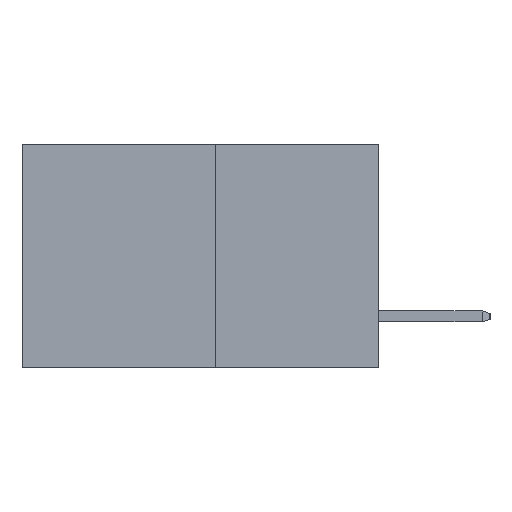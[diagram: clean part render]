
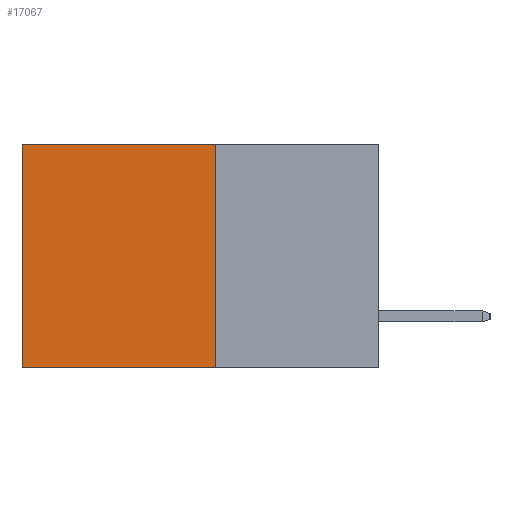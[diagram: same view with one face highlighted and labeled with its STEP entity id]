
A CAD part, left-side view. The second image highlights one B-rep face of the part: STEP entity #17067.
In plain terms, the highlighted planar face has unit normal (-1, 0, 0).
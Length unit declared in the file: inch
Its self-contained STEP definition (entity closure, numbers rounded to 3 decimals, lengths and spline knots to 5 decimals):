
#422 = CARTESIAN_POINT ( 'NONE',  ( 0.277, 0.27, -0.37 ) ) ;
#1355 = PLANE ( 'NONE',  #29805 ) ;
#2463 = CARTESIAN_POINT ( 'NONE',  ( 0.277, 0.27, -0.37 ) ) ;
#2866 = CARTESIAN_POINT ( 'NONE',  ( 0.277, 0.59, -0.37 ) ) ;
#2981 = VERTEX_POINT ( 'NONE', #2463 ) ;
#3874 = CARTESIAN_POINT ( 'NONE',  ( 0.277, 0.59, 0. ) ) ;
#4711 = VERTEX_POINT ( 'NONE', #17926 ) ;
#4958 = LINE ( 'NONE', #422, #16754 ) ;
#5637 = ORIENTED_EDGE ( 'NONE', *, *, #10413, .T. ) ;
#5934 = CARTESIAN_POINT ( 'NONE',  ( 0.277, 0.27, 0. ) ) ;
#5937 = VECTOR ( 'NONE', #26641, 39.37008 ) ;
#6097 = DIRECTION ( 'NONE',  ( 1., 0., 0. ) ) ;
#7040 = CARTESIAN_POINT ( 'NONE',  ( 0.277, 0.59, -0.37 ) ) ;
#7888 = LINE ( 'NONE', #21915, #14855 ) ;
#7945 = DIRECTION ( 'NONE',  ( 0., 1., 0. ) ) ;
#8903 = FACE_OUTER_BOUND ( 'NONE', #12992, .T. ) ;
#10343 = VECTOR ( 'NONE', #21592, 39.37008 ) ;
#10413 = EDGE_CURVE ( 'NONE', #4711, #28665, #19185, .T. ) ;
#10758 = CARTESIAN_POINT ( 'NONE',  ( 0.277, 0.27, -0.37 ) ) ;
#12704 = ORIENTED_EDGE ( 'NONE', *, *, #20849, .F. ) ;
#12992 = EDGE_LOOP ( 'NONE', ( #21917, #21400, #12704, #5637 ) ) ;
#14855 = VECTOR ( 'NONE', #7945, 39.37008 ) ;
#15516 = VERTEX_POINT ( 'NONE', #7040 ) ;
#16754 = VECTOR ( 'NONE', #28271, 39.37008 ) ;
#17067 = ADVANCED_FACE ( 'NONE', ( #8903 ), #1355, .F. ) ;
#17926 = CARTESIAN_POINT ( 'NONE',  ( 0.277, 0.27, 0. ) ) ;
#19185 = LINE ( 'NONE', #5934, #5937 ) ;
#20849 = EDGE_CURVE ( 'NONE', #4711, #2981, #4958, .T. ) ;
#21400 = ORIENTED_EDGE ( 'NONE', *, *, #21582, .F. ) ;
#21582 = EDGE_CURVE ( 'NONE', #2981, #15516, #7888, .T. ) ;
#21592 = DIRECTION ( 'NONE',  ( 0., 0., -1. ) ) ;
#21915 = CARTESIAN_POINT ( 'NONE',  ( 0.277, 0.27, -0.37 ) ) ;
#21917 = ORIENTED_EDGE ( 'NONE', *, *, #23889, .T. ) ;
#22410 = DIRECTION ( 'NONE',  ( 0., 0., -1. ) ) ;
#22682 = LINE ( 'NONE', #2866, #10343 ) ;
#23889 = EDGE_CURVE ( 'NONE', #28665, #15516, #22682, .T. ) ;
#26641 = DIRECTION ( 'NONE',  ( 0., 1., 0. ) ) ;
#28271 = DIRECTION ( 'NONE',  ( 0., 0., -1. ) ) ;
#28665 = VERTEX_POINT ( 'NONE', #3874 ) ;
#29805 = AXIS2_PLACEMENT_3D ( 'NONE', #10758, #6097, #22410 ) ;
